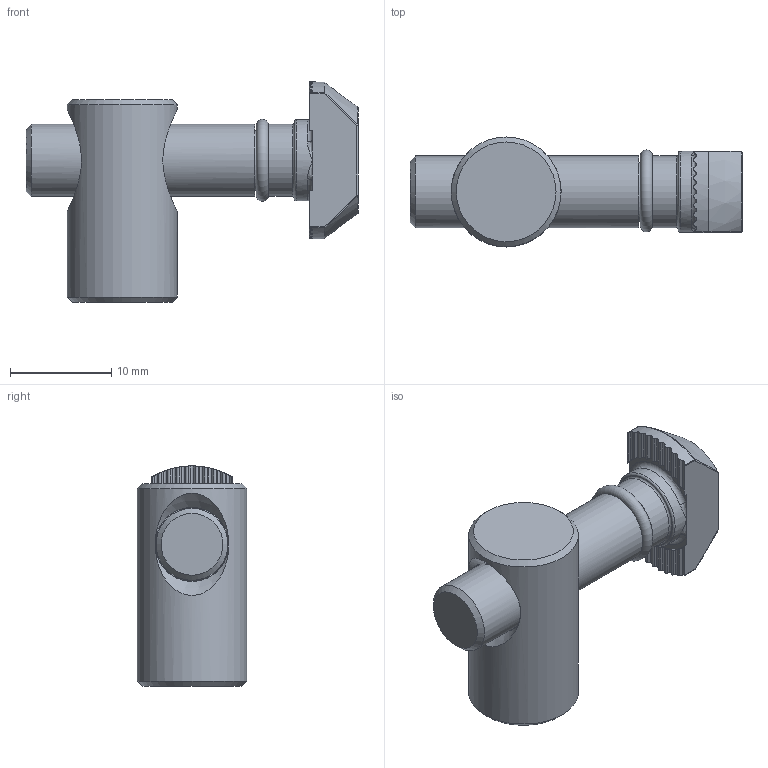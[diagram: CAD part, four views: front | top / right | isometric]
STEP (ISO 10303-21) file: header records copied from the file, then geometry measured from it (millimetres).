
FILE_DESCRIPTION((''),'2;1');
FILE_NAME('AR3540.stp','2016-08-05T12:02:13',('Envy'),(''),'Autodesk Inventor 2013','Autodesk Inventor 2013','');
FILE_SCHEMA(('AUTOMOTIVE_DESIGN { 1 0 10303 214 1 1 1 1 }'));
Length unit declared in the file: millimetre
Products named in the file (5): AR3540; AR3540 I; AR3540 II; AR3541 III; AR3540 IV
Assembly tree (4 placements, depth 2):
  AR3540
    AR3540 I
    AR3540 II
    AR3541 III
    AR3540 IV
Bounding box: 32.8 x 10.85 x 21.75 mm (x, y, z)
Volume: 2772.2 mm3; surface area: 2968.6 mm2
Topology: 4 solids, 4 shells, 262 faces, 707 edges, 450 vertices
Faces by surface type: cylinder 98, plane 67, cone 66, torus 11, bspline 11, sphere 9
Full cylindrical faces by diameter (mm): 5.7 x1, 7 x17, 7.1 x2, 7.3 x1, 8 x1, 10.85 x1
Entity records: 10794 total; most frequent: CARTESIAN_POINT 4828, ORIENTED_EDGE 1192, DIRECTION 1172, EDGE_CURVE 596, AXIS2_PLACEMENT_3D 518, VERTEX_POINT 412, EDGE_LOOP 338, FACE_OUTER_BOUND 262
